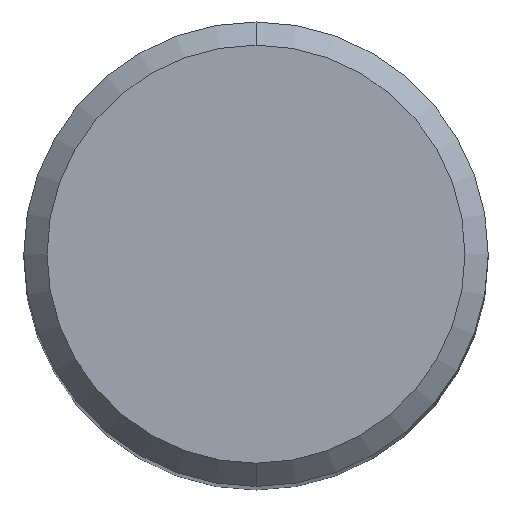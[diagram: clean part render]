
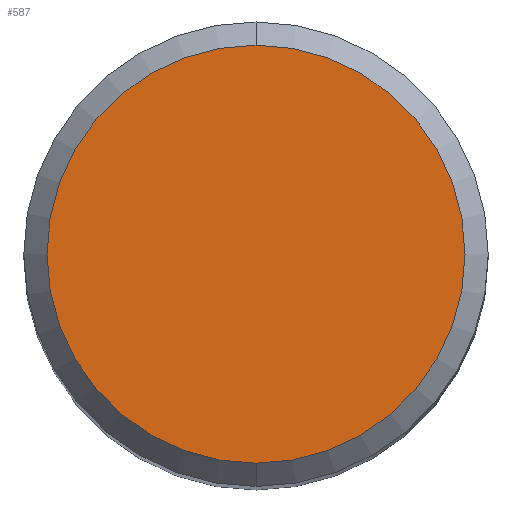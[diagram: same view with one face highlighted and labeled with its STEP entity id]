
A CAD part, top view. The second image highlights one B-rep face of the part: STEP entity #587.
In plain terms, the highlighted planar face has unit normal (0, 0, 1).
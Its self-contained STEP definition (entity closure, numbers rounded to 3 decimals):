
#587=ADVANCED_FACE('',(#1247),#1248,.T.);
#603=VERTEX_POINT('',#1266);
#777=VERTEX_POINT('',#1457);
#877=EDGE_CURVE('',#777,#603,#1566,.T.);
#905=EDGE_CURVE('',#603,#777,#1597,.T.);
#1247=FACE_OUTER_BOUND('',#6398,.T.);
#1248=PLANE('',#6399);
#1266=CARTESIAN_POINT('',(0.,-5.4,0.0));
#1457=CARTESIAN_POINT('',(0.0,5.4,0.0));
#1566=CIRCLE('',#9120,5.4);
#1597=CIRCLE('',#9362,5.4);
#6398=EDGE_LOOP('',(#9926,#9927));
#6399=AXIS2_PLACEMENT_3D('',#9928,#9929,#9930);
#9120=AXIS2_PLACEMENT_3D('',#10247,#10248,#10249);
#9362=AXIS2_PLACEMENT_3D('',#10278,#10279,#10280);
#9926=ORIENTED_EDGE('',*,*,#877,.F.);
#9927=ORIENTED_EDGE('',*,*,#905,.F.);
#9928=CARTESIAN_POINT('',(0.0,2.7,0.0));
#9929=DIRECTION('',(-0.0,0.0,1.0));
#9930=DIRECTION('',(0.0,-1.0,0.0));
#10247=CARTESIAN_POINT('',(0.0,0.0,0.0));
#10248=DIRECTION('',(0.0,0.0,-1.0));
#10249=DIRECTION('',(0.0,1.0,0.0));
#10278=CARTESIAN_POINT('',(0.0,0.0,0.0));
#10279=DIRECTION('',(0.0,0.0,-1.0));
#10280=DIRECTION('',(0.0,1.0,0.0));
